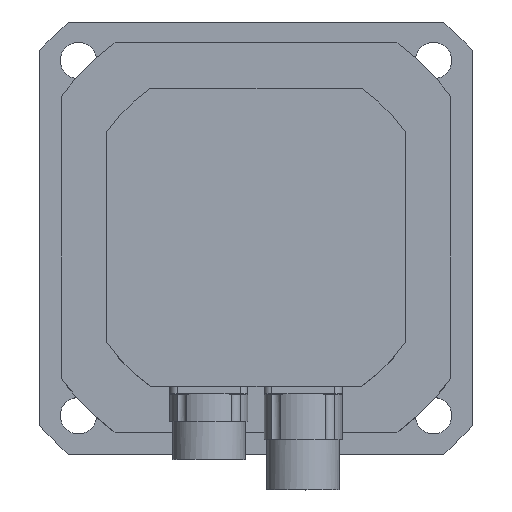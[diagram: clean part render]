
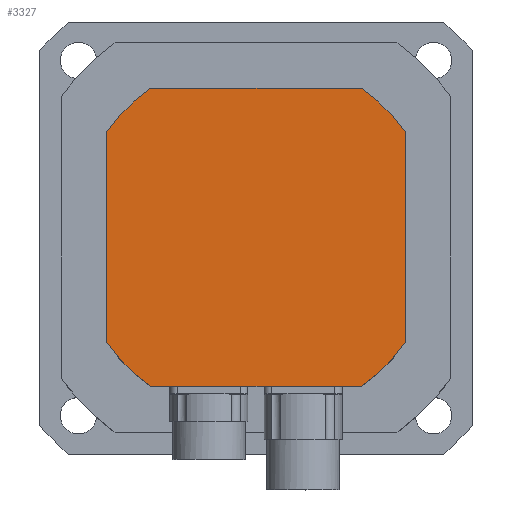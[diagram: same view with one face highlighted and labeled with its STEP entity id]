
A CAD part, top view. The second image highlights one B-rep face of the part: STEP entity #3327.
In plain terms, the highlighted planar face has unit normal (0, 0, 1).
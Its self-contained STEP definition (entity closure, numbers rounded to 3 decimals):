
#584=CARTESIAN_POINT('',(-49.,-34.627,45.0));
#585=VERTEX_POINT('',#584);
#592=CARTESIAN_POINT('',(-49.,34.627,45.0));
#593=VERTEX_POINT('',#592);
#594=CARTESIAN_POINT('',(-49.,34.627,45.0));
#595=DIRECTION('',(0.0,-1.0,0.0));
#596=VECTOR('',#595,69.253);
#597=LINE('',#594,#596);
#598=EDGE_CURVE('',#593,#585,#597,.T.);
#642=CARTESIAN_POINT('',(49.0,34.627,45.0));
#643=VERTEX_POINT('',#642);
#650=CARTESIAN_POINT('',(49.0,-34.627,45.0));
#651=VERTEX_POINT('',#650);
#652=CARTESIAN_POINT('',(49.0,-34.627,45.0));
#653=DIRECTION('',(0.0,1.0,0.0));
#654=VECTOR('',#653,69.253);
#655=LINE('',#652,#654);
#656=EDGE_CURVE('',#651,#643,#655,.T.);
#3177=CARTESIAN_POINT('',(-34.627,49.0,45.0));
#3178=VERTEX_POINT('',#3177);
#3185=CARTESIAN_POINT('',(34.627,49.0,45.0));
#3186=VERTEX_POINT('',#3185);
#3187=CARTESIAN_POINT('',(34.627,49.0,45.0));
#3188=DIRECTION('',(-1.0,0.0,0.0));
#3189=VECTOR('',#3188,69.253);
#3190=LINE('',#3187,#3189);
#3191=EDGE_CURVE('',#3186,#3178,#3190,.T.);
#3208=CARTESIAN_POINT('',(34.627,-49.0,45.0));
#3209=VERTEX_POINT('',#3208);
#3216=CARTESIAN_POINT('',(-34.627,-49.0,45.0));
#3217=VERTEX_POINT('',#3216);
#3218=CARTESIAN_POINT('',(-34.627,-49.0,45.0));
#3219=DIRECTION('',(1.0,0.0,0.0));
#3220=VECTOR('',#3219,69.253);
#3221=LINE('',#3218,#3220);
#3222=EDGE_CURVE('',#3217,#3209,#3221,.T.);
#3246=CARTESIAN_POINT('',(0.0,0.0,45.0));
#3247=DIRECTION('',(0.0,0.0,-1.0));
#3248=DIRECTION('',(-1.0,0.0,0.0));
#3249=AXIS2_PLACEMENT_3D('',#3246,#3247,#3248);
#3250=CIRCLE('',#3249,60.0);
#3251=EDGE_CURVE('',#651,#3209,#3250,.T.);
#3264=CARTESIAN_POINT('',(0.0,0.0,45.0));
#3265=DIRECTION('',(0.0,0.0,-1.0));
#3266=DIRECTION('',(-1.0,0.0,0.0));
#3267=AXIS2_PLACEMENT_3D('',#3264,#3265,#3266);
#3268=CIRCLE('',#3267,60.0);
#3269=EDGE_CURVE('',#3186,#643,#3268,.T.);
#3282=CARTESIAN_POINT('',(0.0,0.0,45.0));
#3283=DIRECTION('',(0.0,0.0,-1.0));
#3284=DIRECTION('',(-1.0,0.0,0.0));
#3285=AXIS2_PLACEMENT_3D('',#3282,#3283,#3284);
#3286=CIRCLE('',#3285,60.0);
#3287=EDGE_CURVE('',#593,#3178,#3286,.T.);
#3302=CARTESIAN_POINT('',(0.0,0.0,45.0));
#3303=DIRECTION('',(0.0,0.0,-1.0));
#3304=DIRECTION('',(-1.0,0.0,0.0));
#3305=AXIS2_PLACEMENT_3D('',#3302,#3303,#3304);
#3306=CIRCLE('',#3305,60.0);
#3307=EDGE_CURVE('',#3217,#585,#3306,.T.);
#3312=CARTESIAN_POINT('',(0.0,0.0,45.0));
#3313=DIRECTION('',(0.0,0.0,-1.0));
#3314=DIRECTION('',(-1.0,0.0,0.0));
#3315=AXIS2_PLACEMENT_3D('',#3312,#3313,#3314);
#3316=PLANE('',#3315);
#3317=ORIENTED_EDGE('',*,*,#598,.T.);
#3318=ORIENTED_EDGE('',*,*,#3307,.F.);
#3319=ORIENTED_EDGE('',*,*,#3222,.T.);
#3320=ORIENTED_EDGE('',*,*,#3251,.F.);
#3321=ORIENTED_EDGE('',*,*,#656,.T.);
#3322=ORIENTED_EDGE('',*,*,#3269,.F.);
#3323=ORIENTED_EDGE('',*,*,#3191,.T.);
#3324=ORIENTED_EDGE('',*,*,#3287,.F.);
#3325=EDGE_LOOP('',(#3317,#3318,#3319,#3320,#3321,#3322,#3323,#3324));
#3326=FACE_OUTER_BOUND('',#3325,.T.);
#3327=ADVANCED_FACE('',(#3326),#3316,.F.);
